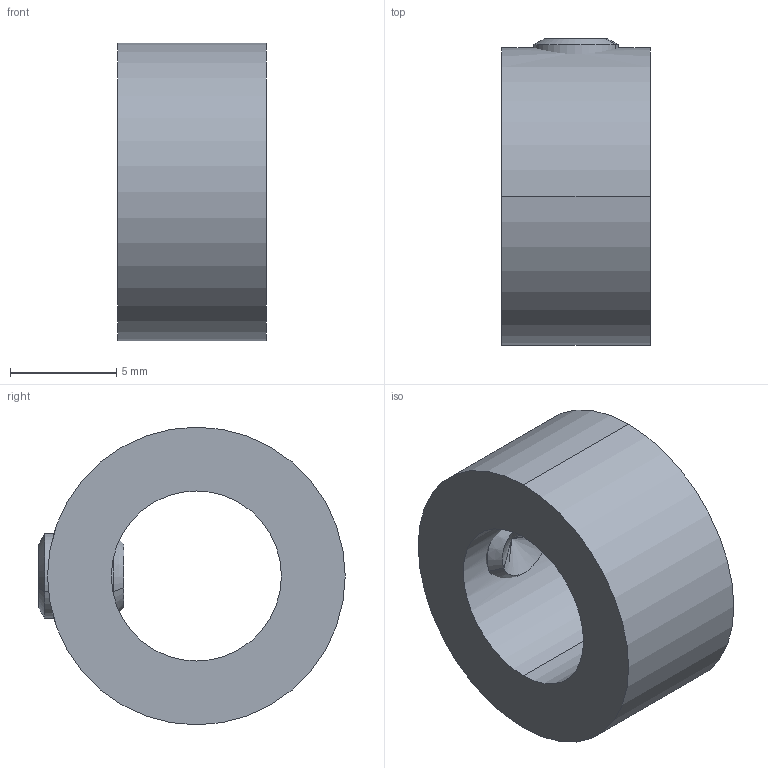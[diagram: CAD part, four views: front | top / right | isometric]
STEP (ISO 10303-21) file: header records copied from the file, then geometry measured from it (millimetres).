
FILE_DESCRIPTION (( 'STEP AP214' ), '1' );
FILE_NAME ('A213 Îãðàíè÷èòåëüíàÿ øàéáà O 8 O 14.STEP', '2020-10-07T09:43:33', ( 'Windows User' ), ( '' ), 'SwSTEP 2.0', 'SolidWorks 2020', '' );
FILE_SCHEMA (( 'AUTOMOTIVE_DESIGN' ));
Length unit declared in the file: millimetre
Products named in the file (3): A213 Îãðàíè÷èòåëüíàÿ øàéáà O 8  O 14; S54 Âèíò óñòàíîâî÷íûé DIN 916 Ì4 õ 4_M4(4)
Assembly tree (2 placements, depth 2):
  A213 Îãðàíè÷èòåëüíàÿ øàéáà O 8  O 14
    A213 Îãðàíè÷èòåëüíàÿ øàéáà O 8  O 14
    S54 Âèíò óñòàíîâî÷íûé DIN 916 Ì4 õ 4_M4(4)
Bounding box: 7 x 14.41 x 14 mm (x, y, z)
Volume: 741.8 mm3; surface area: 783.9 mm2
Topology: 2 solids, 2 shells, 32 faces, 72 edges, 43 vertices
Faces by surface type: cylinder 14, plane 10, cone 6, bspline 2
Entity records: 2504 total; most frequent: CARTESIAN_POINT 1674, DIRECTION 140, ORIENTED_EDGE 140, EDGE_CURVE 70, AXIS2_PLACEMENT_3D 51, VERTEX_POINT 43, VECTOR 38, LINE 38
